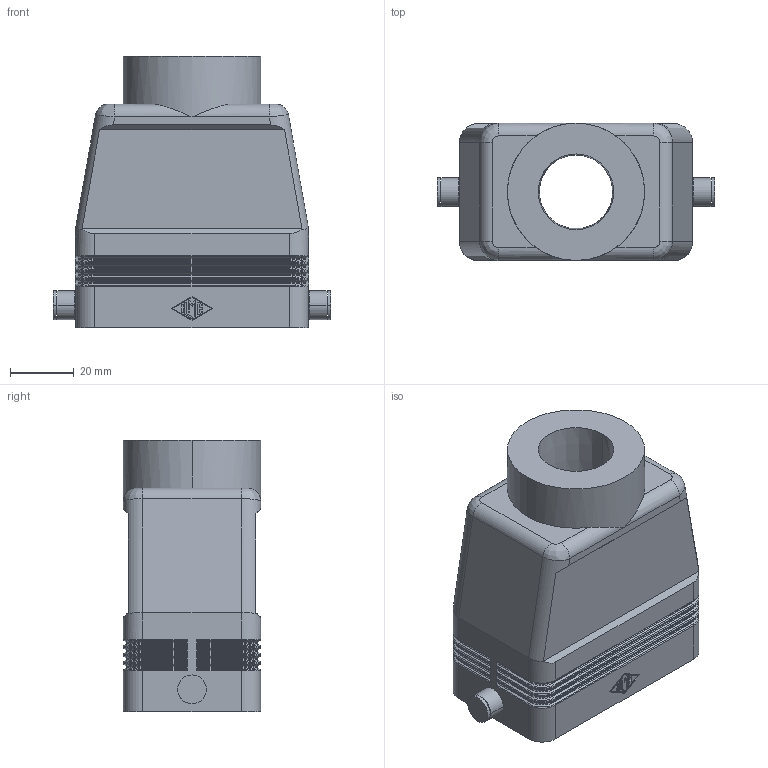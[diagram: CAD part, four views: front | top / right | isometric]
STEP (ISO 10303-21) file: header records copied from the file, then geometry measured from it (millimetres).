
FILE_DESCRIPTION(('Creo Elements/Direct Modeling STEP Export'),'2;1');
FILE_NAME('CAVT_10_5_L.stp','2012-12-18T 9:56:01',(''),(''),'Creo Elements/Direct Modeling STEP processor for AP214 (Solid Model)','Creo Elements/Direct Modeling 18.0B 02-Dec-2011 (C) Parametric Technology GmbH','');
FILE_SCHEMA(('AUTOMOTIVE_DESIGN { 1 0 10303 214 1 1 1 1 }'));
Length unit declared in the file: millimetre
Products named in the file (1): MSBO10755
Bounding box: 87 x 43 x 85 mm (x, y, z)
Volume: 68009.1 mm3; surface area: 41132.5 mm2
Topology: 1 solids, 1 shells, 506 faces, 1202 edges, 713 vertices
Faces by surface type: cylinder 206, plane 190, torus 64, cone 42, bspline 4
Entity records: 18428 total; most frequent: CARTESIAN_POINT 2763, DIRECTION 2529, ORIENTED_EDGE 2388, EDGE_CURVE 1194, AXIS2_PLACEMENT_3D 931, VERTEX_POINT 713, VECTOR 667, LINE 667
